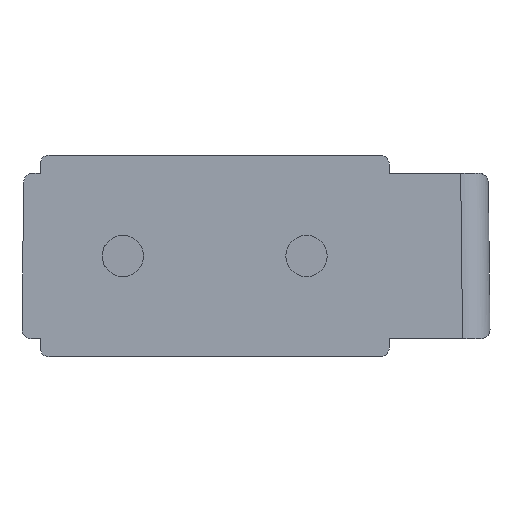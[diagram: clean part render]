
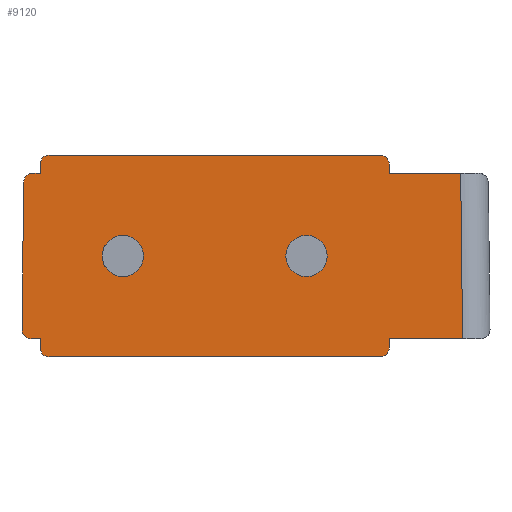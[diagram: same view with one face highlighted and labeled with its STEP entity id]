
A CAD part, left-side view. The second image highlights one B-rep face of the part: STEP entity #9120.
In plain terms, the highlighted planar face has unit normal (-1, 0, 0).
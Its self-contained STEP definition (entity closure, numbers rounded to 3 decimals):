
#2440=CARTESIAN_POINT('',(0.065,49.807,9.));
#2450=VERTEX_POINT('',#2440);
#2600=CARTESIAN_POINT('',(0.065,49.,9.));
#2610=VERTEX_POINT('',#2600);
#2640=CARTESIAN_POINT('',(0.065,0.,9.));
#2650=DIRECTION('',(-0.,1.,-0.));
#2660=VECTOR('',#2650,1.);
#2670=LINE('',#2640,#2660);
#2680=EDGE_CURVE('',#2610,#2450,#2670,.T.);
#6120=CARTESIAN_POINT('',(0.065,3.204,9.));
#6130=VERTEX_POINT('',#6120);
#6160=CARTESIAN_POINT('',(0.065,11.,9.));
#6170=VERTEX_POINT('',#6160);
#6180=EDGE_CURVE('',#6130,#6170,#2670,.T.);
#7470=CARTESIAN_POINT('',(0.065,7.2,-13.972));
#7480=DIRECTION('',(1.,0.,-0.));
#7490=DIRECTION('',(0.,0.,1.));
#7500=AXIS2_PLACEMENT_3D('',#7470,#7480,#7490);
#7510=PLANE('',#7500);
#7520=CARTESIAN_POINT('',(0.065,20.,0.));
#7530=DIRECTION('',(1.,0.,0.));
#7540=DIRECTION('',(0.,-1.,0.));
#7550=AXIS2_PLACEMENT_3D('',#7520,#7530,#7540);
#7560=CIRCLE('',#7550,2.251);
#7570=CARTESIAN_POINT('',(0.065,17.749,0.));
#7580=VERTEX_POINT('',#7570);
#7590=CARTESIAN_POINT('',(0.065,22.251,
0.));
#7600=VERTEX_POINT('',#7590);
#7610=EDGE_CURVE('',#7580,#7600,#7560,.T.);
#7620=ORIENTED_EDGE('',*,*,#7610,.T.);
#7630=EDGE_CURVE('',#7600,#7580,#7560,.T.);
#7640=ORIENTED_EDGE('',*,*,#7630,.T.);
#7650=EDGE_LOOP('',(#7640,#7620));
#7660=FACE_BOUND('',#7650,.T.);
#7670=CARTESIAN_POINT('',(0.065,40.,0.));
#7680=DIRECTION('',(1.,0.,0.));
#7690=DIRECTION('',(0.,-1.,0.));
#7700=AXIS2_PLACEMENT_3D('',#7670,#7680,#7690);
#7710=CIRCLE('',#7700,2.251);
#7720=CARTESIAN_POINT('',(0.065,37.749,0.));
#7730=VERTEX_POINT('',#7720);
#7740=CARTESIAN_POINT('',(0.065,42.251,
0.));
#7750=VERTEX_POINT('',#7740);
#7760=EDGE_CURVE('',#7730,#7750,#7710,.T.);
#7770=ORIENTED_EDGE('',*,*,#7760,.T.);
#7780=EDGE_CURVE('',#7750,#7730,#7710,.T.);
#7790=ORIENTED_EDGE('',*,*,#7780,.T.);
#7800=EDGE_LOOP('',(#7790,#7770));
#7810=FACE_BOUND('',#7800,.T.);
#7820=CARTESIAN_POINT('',(0.065,49.,1.823));
#7830=DIRECTION('',(0.,0.,1.));
#7840=VECTOR('',#7830,1.);
#7850=LINE('',#7820,#7840);
#7860=CARTESIAN_POINT('',(0.065,49.,10.));
#7870=VERTEX_POINT('',#7860);
#7880=EDGE_CURVE('',#2610,#7870,#7850,.T.);
#7890=ORIENTED_EDGE('',*,*,#7880,.F.);
#7900=CARTESIAN_POINT('',(0.065,48.,11.));
#7910=CARTESIAN_POINT('',(0.065,48.586,11.));
#7920=CARTESIAN_POINT('',(0.065,49.,10.586));
#7930=CARTESIAN_POINT('',(0.065,49.,10.));
#7940=(BOUNDED_CURVE() B_SPLINE_CURVE(3,(#7900,#7910,#7920,#7930),
.UNSPECIFIED.,.F.,.F.) B_SPLINE_CURVE_WITH_KNOTS((4,4),(0.,1.),
.UNSPECIFIED.) CURVE() GEOMETRIC_REPRESENTATION_ITEM() 
RATIONAL_B_SPLINE_CURVE((1.,0.805,0.805,1.)) 
REPRESENTATION_ITEM(''));
#7950=CARTESIAN_POINT('',(0.065,48.,11.));
#7960=VERTEX_POINT('',#7950);
#7970=EDGE_CURVE('',#7960,#7870,#7940,.T.);
#7980=ORIENTED_EDGE('',*,*,#7970,.T.);
#7990=CARTESIAN_POINT('',(0.065,11.,11.));
#8000=DIRECTION('',(0.,1.,0.));
#8010=VECTOR('',#8000,1.);
#8020=LINE('',#7990,#8010);
#8030=CARTESIAN_POINT('',(0.065,12.,11.));
#8040=VERTEX_POINT('',#8030);
#8050=EDGE_CURVE('',#8040,#7960,#8020,.T.);
#8060=ORIENTED_EDGE('',*,*,#8050,.T.);
#8070=CARTESIAN_POINT('',(0.065,11.,10.));
#8080=CARTESIAN_POINT('',(0.065,11.,10.586));
#8090=CARTESIAN_POINT('',(0.065,11.414,11.));
#8100=CARTESIAN_POINT('',(0.065,12.,11.));
#8110=(BOUNDED_CURVE() B_SPLINE_CURVE(3,(#8070,#8080,#8090,#8100),
.UNSPECIFIED.,.F.,.F.) B_SPLINE_CURVE_WITH_KNOTS((4,4),(0.,1.),
.UNSPECIFIED.) CURVE() GEOMETRIC_REPRESENTATION_ITEM() 
RATIONAL_B_SPLINE_CURVE((1.,0.805,0.805,1.)) 
REPRESENTATION_ITEM(''));
#8120=CARTESIAN_POINT('',(0.065,11.,10.));
#8130=VERTEX_POINT('',#8120);
#8140=EDGE_CURVE('',#8130,#8040,#8110,.T.);
#8150=ORIENTED_EDGE('',*,*,#8140,.T.);
#8160=CARTESIAN_POINT('',(0.065,11.,1.823));
#8170=DIRECTION('',(0.,0.,1.));
#8180=VECTOR('',#8170,1.);
#8190=LINE('',#8160,#8180);
#8200=EDGE_CURVE('',#6170,#8130,#8190,.T.);
#8210=ORIENTED_EDGE('',*,*,#8200,.T.);
#8220=ORIENTED_EDGE('',*,*,#6180,.T.);
#8230=CARTESIAN_POINT('',(0.065,3.102,0.));
#8240=DIRECTION('',(-0.,0.011,1.));
#8250=VECTOR('',#8240,1.);
#8260=LINE('',#8230,#8250);
#8270=CARTESIAN_POINT('',(0.065,3.,-9.));
#8280=VERTEX_POINT('',#8270);
#8290=EDGE_CURVE('',#8280,#6130,#8260,.T.);
#8300=ORIENTED_EDGE('',*,*,#8290,.T.);
#8310=CARTESIAN_POINT('',(0.065,0.,-9.));
#8320=DIRECTION('',(-0.,-1.,-0.));
#8330=VECTOR('',#8320,1.);
#8340=LINE('',#8310,#8330);
#8350=CARTESIAN_POINT('',(0.065,11.,-9.));
#8360=VERTEX_POINT('',#8350);
#8370=EDGE_CURVE('',#8360,#8280,#8340,.T.);
#8380=ORIENTED_EDGE('',*,*,#8370,.T.);
#8390=CARTESIAN_POINT('',(0.065,11.,1.823));
#8400=DIRECTION('',(0.,0.,1.));
#8410=VECTOR('',#8400,1.);
#8420=LINE('',#8390,#8410);
#8430=CARTESIAN_POINT('',(0.065,11.,-10.));
#8440=VERTEX_POINT('',#8430);
#8450=EDGE_CURVE('',#8440,#8360,#8420,.T.);
#8460=ORIENTED_EDGE('',*,*,#8450,.T.);
#8470=CARTESIAN_POINT('',(0.065,11.,-10.));
#8480=CARTESIAN_POINT('',(0.065,11.,-10.586));
#8490=CARTESIAN_POINT('',(0.065,11.414,-11.));
#8500=CARTESIAN_POINT('',(0.065,12.,-11.));
#8510=(BOUNDED_CURVE() B_SPLINE_CURVE(3,(#8470,#8480,#8490,#8500),
.UNSPECIFIED.,.F.,.F.) B_SPLINE_CURVE_WITH_KNOTS((4,4),(0.,1.),
.UNSPECIFIED.) CURVE() GEOMETRIC_REPRESENTATION_ITEM() 
RATIONAL_B_SPLINE_CURVE((1.,0.805,0.805,1.)) 
REPRESENTATION_ITEM(''));
#8520=CARTESIAN_POINT('',(0.065,12.,-11.));
#8530=VERTEX_POINT('',#8520);
#8540=EDGE_CURVE('',#8440,#8530,#8510,.T.);
#8550=ORIENTED_EDGE('',*,*,#8540,.F.);
#8560=CARTESIAN_POINT('',(0.065,11.,-11.));
#8570=DIRECTION('',(0.,-1.,0.));
#8580=VECTOR('',#8570,1.);
#8590=LINE('',#8560,#8580);
#8600=CARTESIAN_POINT('',(0.065,48.,-11.));
#8610=VERTEX_POINT('',#8600);
#8620=EDGE_CURVE('',#8610,#8530,#8590,.T.);
#8630=ORIENTED_EDGE('',*,*,#8620,.T.);
#8640=CARTESIAN_POINT('',(0.065,48.,-11.));
#8650=CARTESIAN_POINT('',(0.065,48.586,-11.));
#8660=CARTESIAN_POINT('',(0.065,49.,-10.586));
#8670=CARTESIAN_POINT('',(0.065,49.,-10.));
#8680=(BOUNDED_CURVE() B_SPLINE_CURVE(3,(#8640,#8650,#8660,#8670),
.UNSPECIFIED.,.F.,.F.) B_SPLINE_CURVE_WITH_KNOTS((4,4),(0.,1.),
.UNSPECIFIED.) CURVE() GEOMETRIC_REPRESENTATION_ITEM() 
RATIONAL_B_SPLINE_CURVE((1.,0.805,0.805,1.)) 
REPRESENTATION_ITEM(''));
#8690=CARTESIAN_POINT('',(0.065,49.,-10.));
#8700=VERTEX_POINT('',#8690);
#8710=EDGE_CURVE('',#8610,#8700,#8680,.T.);
#8720=ORIENTED_EDGE('',*,*,#8710,.F.);
#8730=CARTESIAN_POINT('',(0.065,49.,1.823));
#8740=DIRECTION('',(0.,0.,-1.));
#8750=VECTOR('',#8740,1.);
#8760=LINE('',#8730,#8750);
#8770=CARTESIAN_POINT('',(0.065,49.,-9.));
#8780=VERTEX_POINT('',#8770);
#8790=EDGE_CURVE('',#8780,#8700,#8760,.T.);
#8800=ORIENTED_EDGE('',*,*,#8790,.T.);
#8810=CARTESIAN_POINT('',(0.065,49.989,-9.));
#8820=VERTEX_POINT('',#8810);
#8830=EDGE_CURVE('',#8820,#8780,#8340,.T.);
#8840=ORIENTED_EDGE('',*,*,#8830,.T.);
#8850=CARTESIAN_POINT('',(0.065,49.989,-8.));
#8860=DIRECTION('',(1.,0.,0.));
#8870=DIRECTION('',(0.,-1.,0.));
#8880=AXIS2_PLACEMENT_3D('',#8850,#8860,#8870);
#8890=CIRCLE('',#8880,1.);
#8900=CARTESIAN_POINT('',(0.065,50.989,
-7.989));
#8910=VERTEX_POINT('',#8900);
#8920=EDGE_CURVE('',#8820,#8910,#8890,.T.);
#8930=ORIENTED_EDGE('',*,*,#8920,.F.);
#8940=CARTESIAN_POINT('',(0.065,50.898,0.));
#8950=DIRECTION('',(-0.,0.011,-1.));
#8960=VECTOR('',#8950,1.);
#8970=LINE('',#8940,#8960);
#8980=CARTESIAN_POINT('',(0.065,50.807,
8.011));
#8990=VERTEX_POINT('',#8980);
#9000=EDGE_CURVE('',#8990,#8910,#8970,.T.);
#9010=ORIENTED_EDGE('',*,*,#9000,.T.);
#9020=CARTESIAN_POINT('',(0.065,49.807,8.));
#9030=DIRECTION('',(-1.,0.,0.));
#9040=DIRECTION('',(0.,1.,0.));
#9050=AXIS2_PLACEMENT_3D('',#9020,#9030,#9040);
#9060=CIRCLE('',#9050,1.);
#9070=EDGE_CURVE('',#2450,#8990,#9060,.T.);
#9080=ORIENTED_EDGE('',*,*,#9070,.T.);
#9090=ORIENTED_EDGE('',*,*,#2680,.T.);
#9100=EDGE_LOOP('',(#9090,#9080,#9010,#8930,#8840,#8800,#8720,#8630,
#8550,#8460,#8380,#8300,#8220,#8210,#8150,#8060,#7980,#7890));
#9110=FACE_OUTER_BOUND('',#9100,.T.);
#9120=ADVANCED_FACE('',(#7660,#7810,#9110),#7510,.F.);
